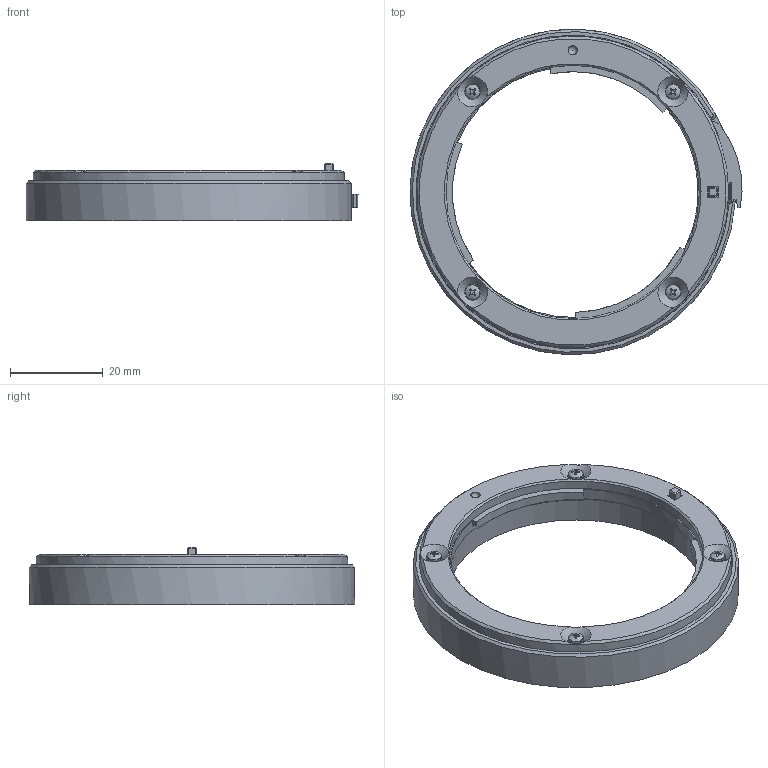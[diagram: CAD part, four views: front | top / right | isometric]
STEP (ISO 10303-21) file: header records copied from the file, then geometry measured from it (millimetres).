
FILE_DESCRIPTION(/* description */ (''),/* implementation_level */ '2;1');
FILE_NAME(/* name */ 'mountBodyBase_canonEF_assembly',/* time_stamp */ '2023-12-06T13:27:17-05:00',/* author */ ('George Moua'),/* organization */ ('Archive 663'),/* preprocessor_version */ 'ST-DEVELOPER v16.7',/* originating_system */ 'Solid Edge',/* authorisation */ 'Unknown');
FILE_SCHEMA (('AUTOMOTIVE_DESIGN {1 0 10303 214 3 1 1}'));
Length unit declared in the file: millimetre
Products named in the file (7): mountLensBase; mountLensBase_canonEF_oa_0; mountBodyBase_flange_canonEF; mountBodyBase_pin_canonEF; M1.6_panHead_5mm; mountBodyBase_pinLock_canonEF; mountBodyBase_canonEF
Assembly tree (10 placements, depth 3):
  mountLensBase
    mountLensBase_canonEF_oa_0
      mountBodyBase_flange_canonEF
      mountBodyBase_pin_canonEF
      M1.6_panHead_5mm  x5
      mountBodyBase_pinLock_canonEF
      mountBodyBase_canonEF
Bounding box: 71.41 x 69.98 x 12.27 mm (x, y, z)
Volume: 15155.2 mm3; surface area: 11507.3 mm2
Topology: 9 solids, 9 shells, 435 faces, 1465 edges, 1062 vertices
Faces by surface type: plane 189, cylinder 143, cone 49, bspline 33, torus 15, sphere 6
Full cylindrical faces by diameter (mm): 1.4 x4, 1.5 x1, 1.8 x5, 54.5 x1, 55 x1, 67 x1, 70 x1
Entity records: 8153 total; most frequent: CARTESIAN_POINT 2885, ORIENTED_EDGE 1120, DIRECTION 986, EDGE_CURVE 560, VERTEX_POINT 399, AXIS2_PLACEMENT_3D 368, EDGE_LOOP 251, FACE_BOUND 251
